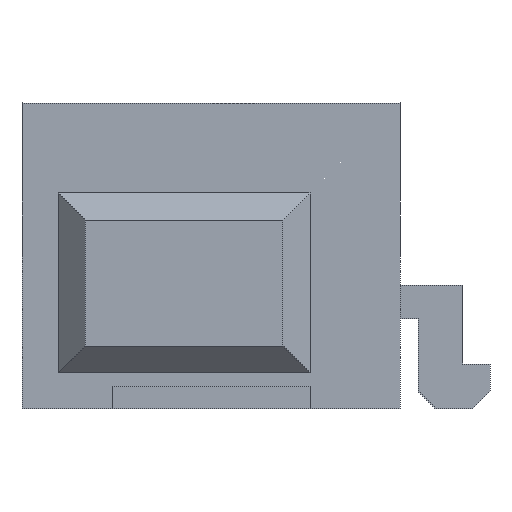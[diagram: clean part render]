
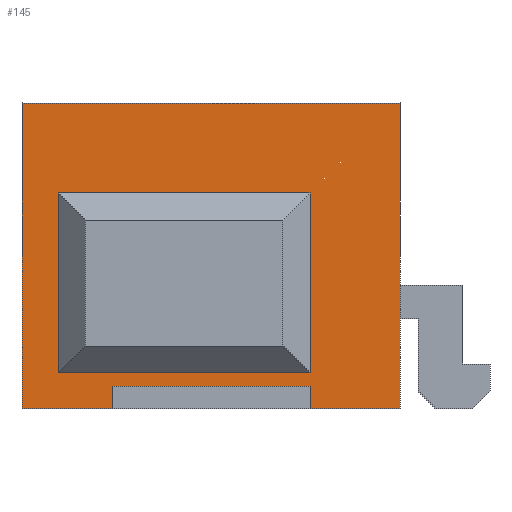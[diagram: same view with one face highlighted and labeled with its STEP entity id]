
A CAD part, front view. The second image highlights one B-rep face of the part: STEP entity #145.
In plain terms, the highlighted planar face has unit normal (0, -1, 0).
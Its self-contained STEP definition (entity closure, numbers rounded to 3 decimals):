
#13=DIRECTION('',(0.,0.,1.));
#14=DIRECTION('',(1.,0.,0.));
#71=VERTEX_POINT('',#72);
#72=CARTESIAN_POINT('',(-1.7,-10.875,2.4));
#76=DIRECTION('',(0.,1.,0.));
#82=VECTOR('',#14,1.);
#85=VERTEX_POINT('',#86);
#86=CARTESIAN_POINT('',(1.1,-10.875,2.4));
#89=ORIENTED_EDGE('',*,*,#90,.F.);
#90=EDGE_CURVE('',#71,#85,#91,.T.);
#91=LINE('',#92,#82);
#92=CARTESIAN_POINT('',(-1.9,-10.875,2.4));
#103=VECTOR('',#13,1.);
#106=VERTEX_POINT('',#107);
#107=CARTESIAN_POINT('',(-1.7,-10.875,0.4));
#111=EDGE_CURVE('',#71,#106,#112,.T.);
#112=LINE('',#113,#114);
#113=CARTESIAN_POINT('',(-1.7,-10.875,0.2));
#114=VECTOR('',#115,1.);
#115=DIRECTION('',(0.,0.,-1.));
#145=ADVANCED_FACE('',(#146,#168),#181,.F.);
#146=FACE_BOUND('',#147,.F.);
#147=EDGE_LOOP('',(#148,#155,#160,#165));
#148=ORIENTED_EDGE('',*,*,#149,.F.);
#149=EDGE_CURVE('',#150,#152,#154,.T.);
#150=VERTEX_POINT('',#151);
#151=CARTESIAN_POINT('',(-2.1,-10.875,0.));
#152=VERTEX_POINT('',#153);
#153=CARTESIAN_POINT('',(2.1,-10.875,0.));
#154=LINE('',#151,#82);
#155=ORIENTED_EDGE('',*,*,#156,.T.);
#156=EDGE_CURVE('',#150,#157,#159,.T.);
#157=VERTEX_POINT('',#158);
#158=CARTESIAN_POINT('',(-2.1,-10.875,3.4));
#159=LINE('',#151,#103);
#160=ORIENTED_EDGE('',*,*,#161,.T.);
#161=EDGE_CURVE('',#157,#162,#164,.T.);
#162=VERTEX_POINT('',#163);
#163=CARTESIAN_POINT('',(2.1,-10.875,3.4));
#164=LINE('',#158,#82);
#165=ORIENTED_EDGE('',*,*,#166,.F.);
#166=EDGE_CURVE('',#152,#162,#167,.T.);
#167=LINE('',#153,#103);
#168=FACE_BOUND('',#169,.F.);
#169=EDGE_LOOP('',(#89,#170,#171,#177));
#170=ORIENTED_EDGE('',*,*,#111,.T.);
#171=ORIENTED_EDGE('',*,*,#172,.T.);
#172=EDGE_CURVE('',#106,#173,#175,.T.);
#173=VERTEX_POINT('',#174);
#174=CARTESIAN_POINT('',(1.1,-10.875,0.4));
#175=LINE('',#176,#82);
#176=CARTESIAN_POINT('',(-1.9,-10.875,0.4));
#177=ORIENTED_EDGE('',*,*,#178,.F.);
#178=EDGE_CURVE('',#85,#173,#179,.T.);
#179=LINE('',#180,#114);
#180=CARTESIAN_POINT('',(1.1,-10.875,0.2));
#181=PLANE('',#182);
#182=AXIS2_PLACEMENT_3D('',#151,#76,#13);
